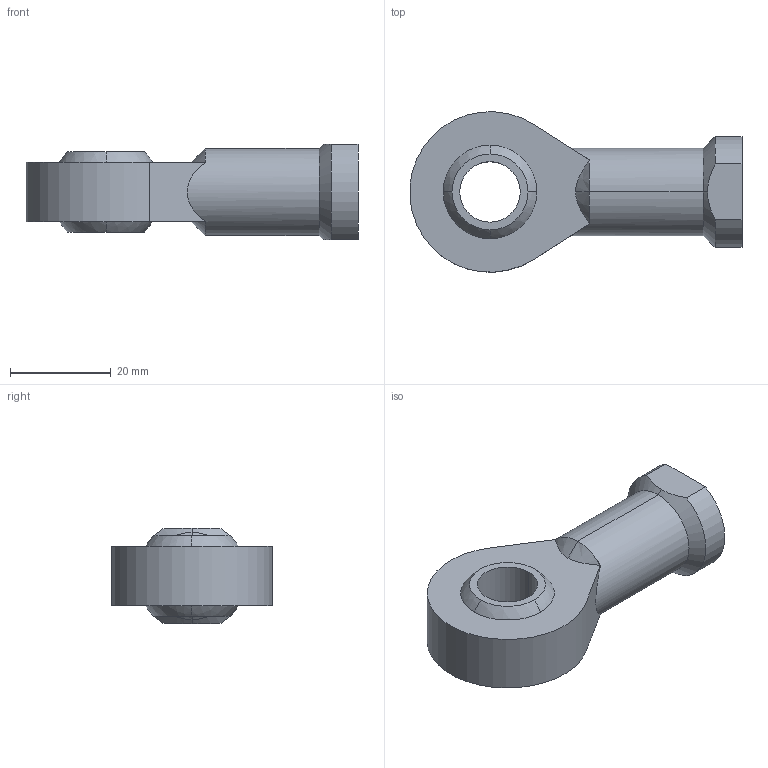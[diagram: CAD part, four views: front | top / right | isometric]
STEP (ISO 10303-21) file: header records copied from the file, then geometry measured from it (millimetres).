
FILE_DESCRIPTION (( 'STEP AP214' ), '1' );
FILE_NAME ('GRE-M12-125.step', '2017-08-21T13:02:54', ( '' ), ( '' ), 'SwSTEP 2.0', 'SolidWorks 2017', '' );
FILE_SCHEMA (( 'AUTOMOTIVE_DESIGN' ));
Length unit declared in the file: millimetre
Products named in the file (1): GRE-M12-125
Bounding box: 65.94 x 31.85 x 19 mm (x, y, z)
Volume: 14666.1 mm3; surface area: 6717 mm2
Topology: 1 solids, 1 shells, 36 faces, 88 edges, 55 vertices
Faces by surface type: plane 11, cylinder 9, sphere 8, cone 8
Entity records: 1624 total; most frequent: CARTESIAN_POINT 378, ORIENTED_EDGE 172, DIRECTION 170, EDGE_CURVE 86, AXIS2_PLACEMENT_3D 79, VERTEX_POINT 55, CIRCLE 42, EDGE_LOOP 41
